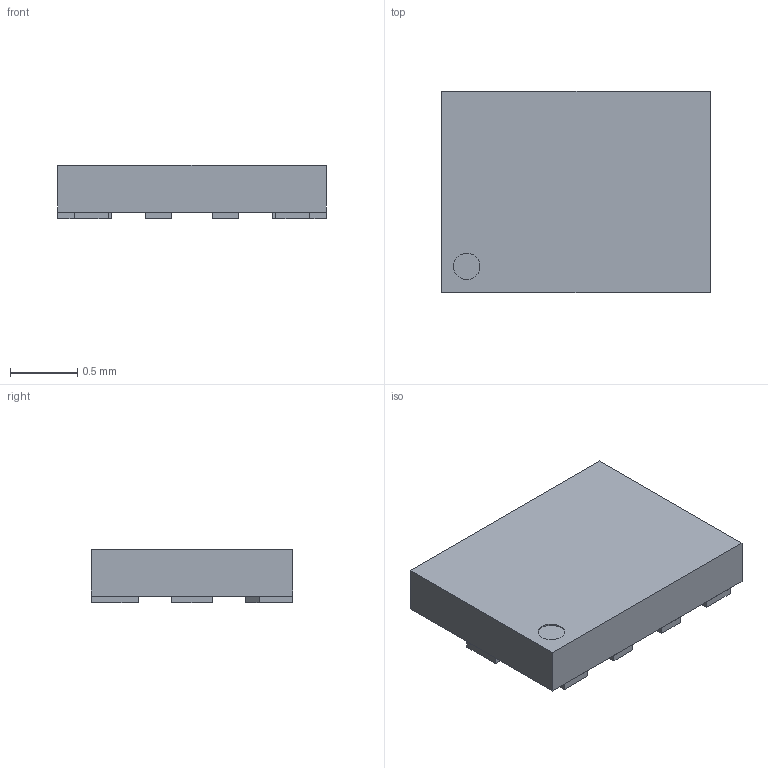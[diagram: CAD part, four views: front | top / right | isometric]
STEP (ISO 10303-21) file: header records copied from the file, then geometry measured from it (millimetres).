
FILE_DESCRIPTION(('FreeCAD Model'),'2;1');
FILE_NAME('User Library-X2QFN-10.step', '2019-08-02T10:00:42',('kicad StepUp'),('ksu MCAD'), 'Open CASCADE STEP processor 7.3','FreeCAD','Unknown');
FILE_SCHEMA(('AUTOMOTIVE_DESIGN { 1 0 10303 214 1 1 1 1 }'));
Length unit declared in the file: millimetre
Products named in the file (1): User_Library-X2QFN-10
Bounding box: 2 x 1.5 x 0.4 mm (x, y, z)
Volume: 1.1 mm3; surface area: 10.8 mm2
Topology: 11 solids, 11 shells, 70 faces, 423 edges, 1222 vertices
Faces by surface type: plane 68, cylinder 2
Entity records: 5101 total; most frequent: CARTESIAN_POINT 1716, DIRECTION 577, LINE 411, VECTOR 411, GEOMETRIC_CURVE_SET 283, ORIENTED_EDGE 282, TRIMMED_CURVE 282, EDGE_CURVE 141
